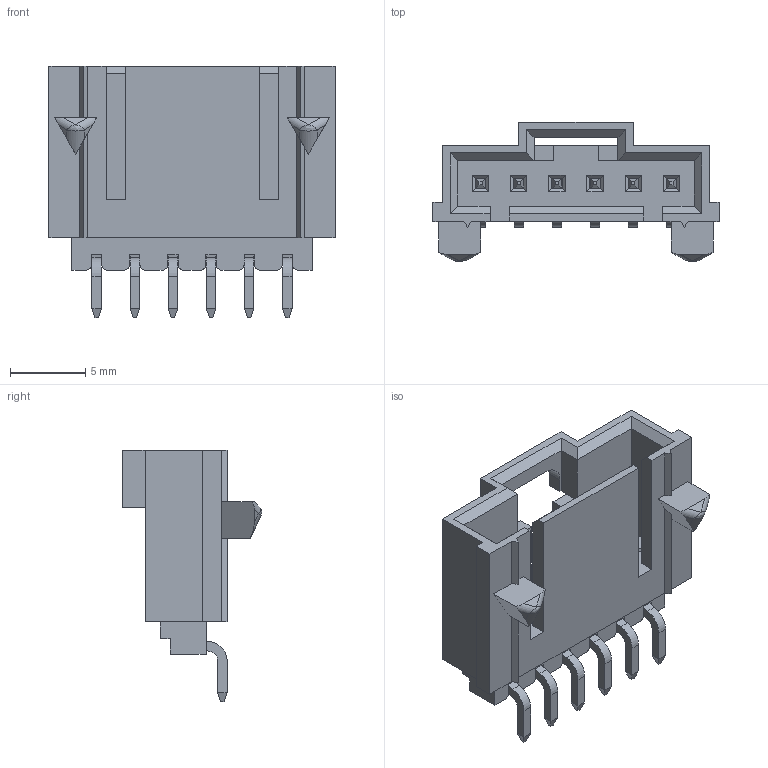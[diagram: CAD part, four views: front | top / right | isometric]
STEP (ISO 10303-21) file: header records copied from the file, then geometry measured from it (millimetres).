
FILE_DESCRIPTION((''),'2;1');
FILE_NAME('015912065','2013-07-02T',('me'),(''),'PRO/ENGINEER BY PARAMETRIC TECHNOLOGY CORPORATION, 2011490','PRO/ENGINEER BY PARAMETRIC TECHNOLOGY CORPORATION, 2011490','');
FILE_SCHEMA(('CONFIG_CONTROL_DESIGN'));
Length unit declared in the file: inch
Products named in the file (1): 015912065
Bounding box: 19.05 x 9.29 x 16.76 mm (x, y, z)
Volume: 705.7 mm3; surface area: 1479.9 mm2
Topology: 7 solids, 7 shells, 309 faces, 810 edges, 508 vertices
Faces by surface type: plane 257, cylinder 50, bspline 2
Entity records: 9447 total; most frequent: CARTESIAN_POINT 1792, ORIENTED_EDGE 1620, DIRECTION 1498, EDGE_CURVE 810, VECTOR 704, LINE 704, VERTEX_POINT 508, AXIS2_PLACEMENT_3D 397
